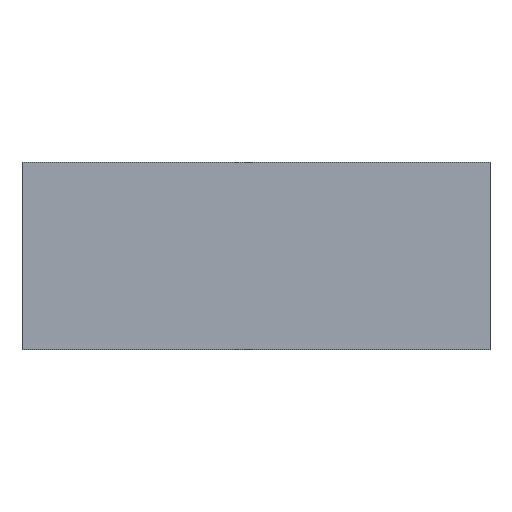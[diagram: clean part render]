
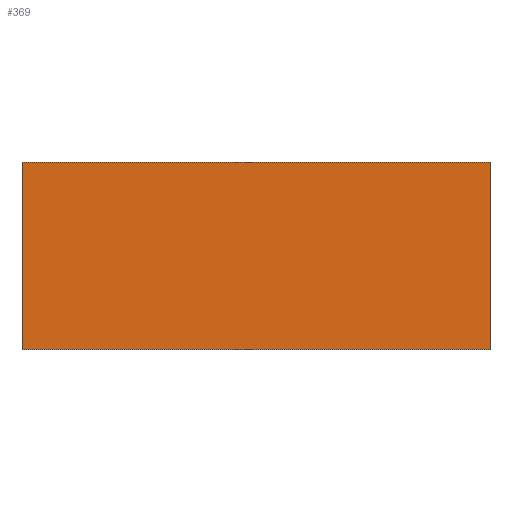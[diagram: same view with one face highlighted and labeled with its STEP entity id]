
A CAD part, top view. The second image highlights one B-rep face of the part: STEP entity #369.
In plain terms, the highlighted planar face has unit normal (0, 0, 1).
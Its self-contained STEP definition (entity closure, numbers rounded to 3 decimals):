
#73 = PLANE('',#74);
#74 = AXIS2_PLACEMENT_3D('',#75,#76,#77);
#75 = CARTESIAN_POINT('',(68.105,4.252,-21.325));
#76 = DIRECTION('',(0.,1.,0.));
#77 = DIRECTION('',(1.,0.,0.));
#256 = VERTEX_POINT('',#257);
#257 = CARTESIAN_POINT('',(38.105,16.252,-21.325));
#264 = PLANE('',#265);
#265 = AXIS2_PLACEMENT_3D('',#266,#267,#268);
#266 = CARTESIAN_POINT('',(68.105,16.252,-21.325));
#267 = DIRECTION('',(0.,-1.,0.));
#268 = DIRECTION('',(-1.,0.,0.));
#276 = PLANE('',#277);
#277 = AXIS2_PLACEMENT_3D('',#278,#279,#280);
#278 = CARTESIAN_POINT('',(38.105,16.252,-24.5));
#279 = DIRECTION('',(-1.,0.,0.));
#280 = DIRECTION('',(0.,0.,1.));
#288 = EDGE_CURVE('',#289,#256,#291,.T.);
#289 = VERTEX_POINT('',#290);
#290 = CARTESIAN_POINT('',(68.105,16.252,-21.325));
#291 = SURFACE_CURVE('',#292,(#296,#303),.PCURVE_S1.);
#292 = LINE('',#293,#294);
#293 = CARTESIAN_POINT('',(68.105,16.252,-21.325));
#294 = VECTOR('',#295,1.);
#295 = DIRECTION('',(-1.,-0.,0.));
#296 = PCURVE('',#264,#297);
#297 = DEFINITIONAL_REPRESENTATION('',(#298),#302);
#298 = LINE('',#299,#300);
#299 = CARTESIAN_POINT('',(0.,0.));
#300 = VECTOR('',#301,1.);
#301 = DIRECTION('',(1.,0.));
#302 = ( GEOMETRIC_REPRESENTATION_CONTEXT(2) 
PARAMETRIC_REPRESENTATION_CONTEXT() REPRESENTATION_CONTEXT('2D SPACE',''
  ) );
#303 = PCURVE('',#304,#309);
#304 = PLANE('',#305);
#305 = AXIS2_PLACEMENT_3D('',#306,#307,#308);
#306 = CARTESIAN_POINT('',(68.105,16.252,-21.325));
#307 = DIRECTION('',(0.,0.,-1.));
#308 = DIRECTION('',(0.,1.,0.));
#309 = DEFINITIONAL_REPRESENTATION('',(#310),#314);
#310 = LINE('',#311,#312);
#311 = CARTESIAN_POINT('',(0.,0.));
#312 = VECTOR('',#313,1.);
#313 = DIRECTION('',(0.,-1.));
#314 = ( GEOMETRIC_REPRESENTATION_CONTEXT(2) 
PARAMETRIC_REPRESENTATION_CONTEXT() REPRESENTATION_CONTEXT('2D SPACE',''
  ) );
#332 = PLANE('',#333);
#333 = AXIS2_PLACEMENT_3D('',#334,#335,#336);
#334 = CARTESIAN_POINT('',(68.105,16.252,-24.5));
#335 = DIRECTION('',(-1.,0.,0.));
#336 = DIRECTION('',(0.,0.,1.));
#369 = ADVANCED_FACE('',(#370),#304,.F.);
#370 = FACE_BOUND('',#371,.T.);
#371 = EDGE_LOOP('',(#372,#395,#418,#439));
#372 = ORIENTED_EDGE('',*,*,#373,.T.);
#373 = EDGE_CURVE('',#256,#374,#376,.T.);
#374 = VERTEX_POINT('',#375);
#375 = CARTESIAN_POINT('',(38.105,4.252,-21.325));
#376 = SURFACE_CURVE('',#377,(#381,#388),.PCURVE_S1.);
#377 = LINE('',#378,#379);
#378 = CARTESIAN_POINT('',(38.105,16.252,-21.325));
#379 = VECTOR('',#380,1.);
#380 = DIRECTION('',(0.,-1.,0.));
#381 = PCURVE('',#304,#382);
#382 = DEFINITIONAL_REPRESENTATION('',(#383),#387);
#383 = LINE('',#384,#385);
#384 = CARTESIAN_POINT('',(0.,-30.));
#385 = VECTOR('',#386,1.);
#386 = DIRECTION('',(-1.,0.));
#387 = ( GEOMETRIC_REPRESENTATION_CONTEXT(2) 
PARAMETRIC_REPRESENTATION_CONTEXT() REPRESENTATION_CONTEXT('2D SPACE',''
  ) );
#388 = PCURVE('',#276,#389);
#389 = DEFINITIONAL_REPRESENTATION('',(#390),#394);
#390 = LINE('',#391,#392);
#391 = CARTESIAN_POINT('',(3.175,0.));
#392 = VECTOR('',#393,1.);
#393 = DIRECTION('',(0.,-1.));
#394 = ( GEOMETRIC_REPRESENTATION_CONTEXT(2) 
PARAMETRIC_REPRESENTATION_CONTEXT() REPRESENTATION_CONTEXT('2D SPACE',''
  ) );
#395 = ORIENTED_EDGE('',*,*,#396,.F.);
#396 = EDGE_CURVE('',#397,#374,#399,.T.);
#397 = VERTEX_POINT('',#398);
#398 = CARTESIAN_POINT('',(68.105,4.252,-21.325));
#399 = SURFACE_CURVE('',#400,(#404,#411),.PCURVE_S1.);
#400 = LINE('',#401,#402);
#401 = CARTESIAN_POINT('',(68.105,4.252,-21.325));
#402 = VECTOR('',#403,1.);
#403 = DIRECTION('',(-1.,-0.,0.));
#404 = PCURVE('',#304,#405);
#405 = DEFINITIONAL_REPRESENTATION('',(#406),#410);
#406 = LINE('',#407,#408);
#407 = CARTESIAN_POINT('',(-12.,0.));
#408 = VECTOR('',#409,1.);
#409 = DIRECTION('',(0.,-1.));
#410 = ( GEOMETRIC_REPRESENTATION_CONTEXT(2) 
PARAMETRIC_REPRESENTATION_CONTEXT() REPRESENTATION_CONTEXT('2D SPACE',''
  ) );
#411 = PCURVE('',#73,#412);
#412 = DEFINITIONAL_REPRESENTATION('',(#413),#417);
#413 = LINE('',#414,#415);
#414 = CARTESIAN_POINT('',(0.,0.));
#415 = VECTOR('',#416,1.);
#416 = DIRECTION('',(-1.,0.));
#417 = ( GEOMETRIC_REPRESENTATION_CONTEXT(2) 
PARAMETRIC_REPRESENTATION_CONTEXT() REPRESENTATION_CONTEXT('2D SPACE',''
  ) );
#418 = ORIENTED_EDGE('',*,*,#419,.F.);
#419 = EDGE_CURVE('',#289,#397,#420,.T.);
#420 = SURFACE_CURVE('',#421,(#425,#432),.PCURVE_S1.);
#421 = LINE('',#422,#423);
#422 = CARTESIAN_POINT('',(68.105,16.252,-21.325));
#423 = VECTOR('',#424,1.);
#424 = DIRECTION('',(0.,-1.,0.));
#425 = PCURVE('',#304,#426);
#426 = DEFINITIONAL_REPRESENTATION('',(#427),#431);
#427 = LINE('',#428,#429);
#428 = CARTESIAN_POINT('',(0.,0.));
#429 = VECTOR('',#430,1.);
#430 = DIRECTION('',(-1.,0.));
#431 = ( GEOMETRIC_REPRESENTATION_CONTEXT(2) 
PARAMETRIC_REPRESENTATION_CONTEXT() REPRESENTATION_CONTEXT('2D SPACE',''
  ) );
#432 = PCURVE('',#332,#433);
#433 = DEFINITIONAL_REPRESENTATION('',(#434),#438);
#434 = LINE('',#435,#436);
#435 = CARTESIAN_POINT('',(3.175,0.));
#436 = VECTOR('',#437,1.);
#437 = DIRECTION('',(0.,-1.));
#438 = ( GEOMETRIC_REPRESENTATION_CONTEXT(2) 
PARAMETRIC_REPRESENTATION_CONTEXT() REPRESENTATION_CONTEXT('2D SPACE',''
  ) );
#439 = ORIENTED_EDGE('',*,*,#288,.T.);
